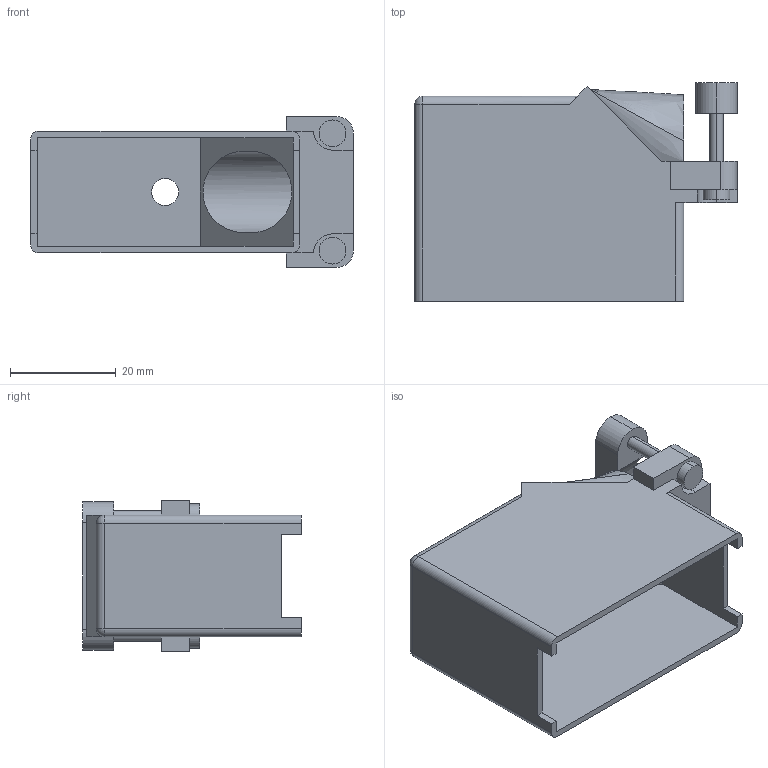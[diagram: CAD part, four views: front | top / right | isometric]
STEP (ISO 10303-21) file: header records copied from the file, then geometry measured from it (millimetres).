
FILE_DESCRIPTION (( 'STEP AP214' ), '1' );
FILE_NAME ('516-230-438.STEP', '2020-08-17T17:40:31', ( '' ), ( '' ), 'SwSTEP 2.0', 'SolidWorks 2020', '' );
FILE_SCHEMA (( 'AUTOMOTIVE_DESIGN' ));
Length unit declared in the file: millimetre
Products named in the file (2): 516-230-001_Plastic - 038 Side Entry - Large Clamp; 516-230-438
Assembly tree (1 placements, depth 2):
  516-230-438
    516-230-001_Plastic - 038 Side Entry - Large Clamp
Bounding box: 61.21 x 41.43 x 28.57 mm (x, y, z)
Volume: 11037.8 mm3; surface area: 14347.4 mm2
Topology: 1 solids, 1 shells, 81 faces, 218 edges, 142 vertices
Faces by surface type: plane 45, cylinder 31, bspline 3, sphere 2
Entity records: 2783 total; most frequent: CARTESIAN_POINT 536, DIRECTION 437, ORIENTED_EDGE 432, EDGE_CURVE 216, LINE 151, VECTOR 151, AXIS2_PLACEMENT_3D 143, VERTEX_POINT 142
